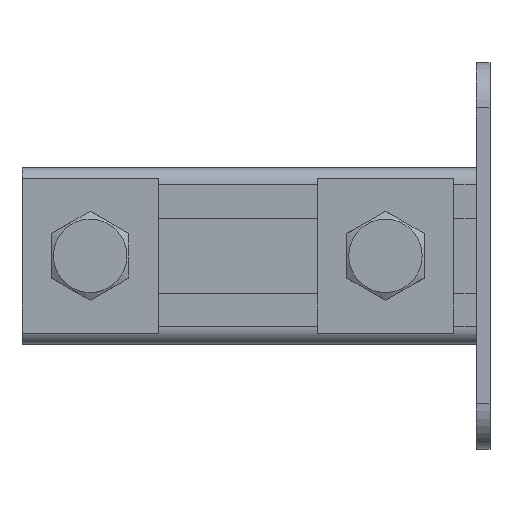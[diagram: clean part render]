
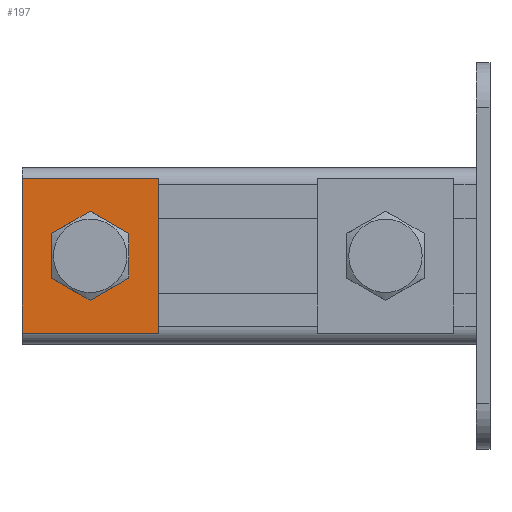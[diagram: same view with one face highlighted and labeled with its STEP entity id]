
A CAD part, top view. The second image highlights one B-rep face of the part: STEP entity #197.
In plain terms, the highlighted planar face has unit normal (0, 0, 1).
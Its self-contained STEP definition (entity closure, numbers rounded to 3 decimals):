
#197=ADVANCED_FACE('',(#2267,#2269),#2271,.F.);
#2267=FACE_BOUND('',#2268,.T.);
#2268=EDGE_LOOP('',(#3920,#3921,#3922,#3923));
#2269=FACE_BOUND('',#2270,.T.);
#2270=EDGE_LOOP('',(#3924,#3925,#3926,#3927));
#2271=PLANE('',#2272);
#2272=AXIS2_PLACEMENT_3D('',#2273,#2274,#2275);
#2273=CARTESIAN_POINT('',(0.,-1.4,40.));
#2274=DIRECTION('',(0.,0.,-1.));
#2275=DIRECTION('',(0.,1.,0.));
#3920=ORIENTED_EDGE('',*,*,#5103,.F.);
#3921=ORIENTED_EDGE('',*,*,#5104,.F.);
#3922=ORIENTED_EDGE('',*,*,#5105,.F.);
#3923=ORIENTED_EDGE('',*,*,#5106,.F.);
#3924=ORIENTED_EDGE('',*,*,#5107,.F.);
#3925=ORIENTED_EDGE('',*,*,#5086,.F.);
#3926=ORIENTED_EDGE('',*,*,#5108,.T.);
#3927=ORIENTED_EDGE('',*,*,#5097,.F.);
#5086=EDGE_CURVE('',#5711,#5713,#5714,.T.);
#5097=EDGE_CURVE('',#5731,#5733,#5734,.T.);
#5103=EDGE_CURVE('',#5742,#5743,#5744,.T.);
#5104=EDGE_CURVE('',#5745,#5742,#5746,.T.);
#5105=EDGE_CURVE('',#5747,#5745,#5748,.T.);
#5106=EDGE_CURVE('',#5743,#5747,#5749,.T.);
#5107=EDGE_CURVE('',#5713,#5731,#5750,.T.);
#5108=EDGE_CURVE('',#5711,#5733,#5751,.F.);
#5711=VERTEX_POINT('',#6792);
#5713=VERTEX_POINT('',#6796);
#5714=LINE('',#6797,#6798);
#5731=VERTEX_POINT('',#6836);
#5733=VERTEX_POINT('',#6841);
#5734=LINE('',#6842,#6843);
#5742=VERTEX_POINT('',#6866);
#5743=VERTEX_POINT('',#6867);
#5744=LINE('',#6868,#6869);
#5745=VERTEX_POINT('',#6871);
#5746=LINE('',#6872,#6873);
#5747=VERTEX_POINT('',#6875);
#5748=LINE('',#6876,#6877);
#5749=LINE('',#6879,#6880);
#5750=CIRCLE('',#6882,7.6);
#5751=CIRCLE('',#6886,5.5);
#6792=CARTESIAN_POINT('',(16.138,10.219,40.));
#6796=CARTESIAN_POINT('',(16.15,8.088,40.));
#6797=CARTESIAN_POINT('',(16.138,10.219,40.));
#6798=VECTOR('',#6799,1.);
#6799=DIRECTION('',(0.005,-1.,0.));
#6836=CARTESIAN_POINT('',(14.661,8.008,40.));
#6841=CARTESIAN_POINT('',(14.649,10.111,40.));
#6842=CARTESIAN_POINT('',(14.661,8.008,40.));
#6843=VECTOR('',#6844,1.);
#6844=DIRECTION('',(-0.005,1.,0.));
#6866=CARTESIAN_POINT('',(0.,32.6,40.));
#6867=CARTESIAN_POINT('',(30.,32.6,40.));
#6868=CARTESIAN_POINT('',(0.,32.6,40.));
#6869=VECTOR('',#6870,1.);
#6870=DIRECTION('',(1.,0.,0.));
#6871=CARTESIAN_POINT('',(0.,-1.4,40.));
#6872=CARTESIAN_POINT('',(0.,-1.4,40.));
#6873=VECTOR('',#6874,1.);
#6874=DIRECTION('',(0.,1.,0.));
#6875=CARTESIAN_POINT('',(30.,-1.4,40.));
#6876=CARTESIAN_POINT('',(30.,-1.4,40.));
#6877=VECTOR('',#6878,1.);
#6878=DIRECTION('',(-1.,0.,0.));
#6879=CARTESIAN_POINT('',(30.,32.6,40.));
#6880=VECTOR('',#6881,1.);
#6881=DIRECTION('',(0.,-1.,0.));
#6882=AXIS2_PLACEMENT_3D('',#6883,#6884,#6885);
#6883=CARTESIAN_POINT('',(15.,15.6,40.));
#6884=DIRECTION('',(0.,0.,1.));
#6885=DIRECTION('',(0.151,-0.988,0.));
#6886=AXIS2_PLACEMENT_3D('',#6887,#6888,#6889);
#6887=CARTESIAN_POINT('',(15.,15.6,40.));
#6888=DIRECTION('',(0.,0.,1.));
#6889=DIRECTION('',(-0.064,-0.998,0.));
